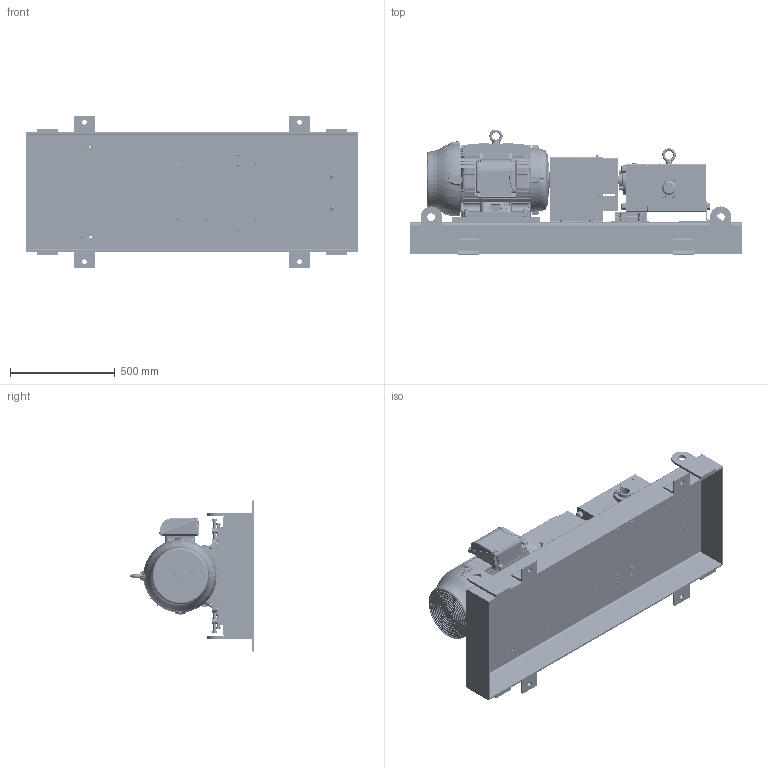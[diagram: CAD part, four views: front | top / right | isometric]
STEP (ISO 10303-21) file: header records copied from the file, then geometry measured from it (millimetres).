
FILE_DESCRIPTION (( 'STEP AP214' ), '1' );
FILE_NAME ('GPV-1430-036-U.STEP', '2019-10-08T16:58:37', ( '' ), ( '' ), 'SwSTEP 2.0', 'SolidWorks 2018', '' );
FILE_SCHEMA (( 'AUTOMOTIVE_DESIGN' ));
Length unit declared in the file: inch
Products named in the file (1): GPV-1430-036-U
Bounding box: 1587.5 x 597.1 x 730.25 mm (x, y, z)
Surface area: 8516543.5 mm2 (no closed solid volume)
Topology: 0 solids, 161 shells, 8532 faces, 21607 edges, 13778 vertices
Faces by surface type: plane 3505, cylinder 2460, cone 1338, bspline 1124, torus 95, sphere 10
Entity records: 438499 total; most frequent: CARTESIAN_POINT 259803, ORIENTED_EDGE 43136, EDGE_CURVE 21571, B_SPLINE_CURVE_WITH_KNOTS 21034, DIRECTION 14818, VERTEX_POINT 13778, EDGE_LOOP 9297, ADVANCED_FACE 8532
